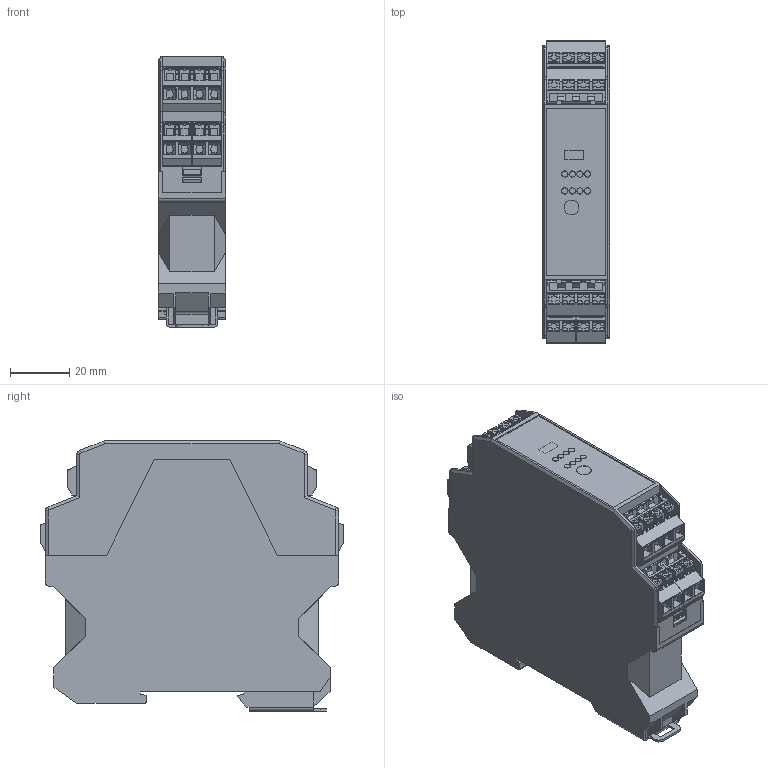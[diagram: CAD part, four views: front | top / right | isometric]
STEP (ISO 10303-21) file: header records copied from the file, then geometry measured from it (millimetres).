
FILE_DESCRIPTION(/* description */ ('Alibre Inc.'),/* implementation_level */ '2;1');
FILE_NAME(/* name */ 'export-96B4274B-AFD9-4260-9181-3501531BB409',/* time_stamp */ '2019-03-14T09:58:27+01:00',/* author */ (''),/* organization */ (''),/* preprocessor_version */ 'ST-DEVELOPER v17',/* originating_system */ 'Alibre',/* authorisation */ '');
FILE_SCHEMA (('AUTOMOTIVE_DESIGN'));
Length unit declared in the file: millimetre
Bounding box: 22.6 x 102.3 x 91.1 mm (x, y, z)
Volume: 68074.6 mm3; surface area: 70074.6 mm2
Topology: 21 solids, 21 shells, 7097 faces, 19326 edges, 12519 vertices
Faces by surface type: plane 5593, cylinder 1304, cone 72, sphere 64, torus 64
Full cylindrical faces by diameter (mm): 2.08 x13, 2.1 x11, 4.98 x1, 5 x1, 5.02 x1
Entity records: 124722 total; most frequent: CARTESIAN_POINT 23158, ORIENTED_EDGE 22412, DIRECTION 17059, EDGE_CURVE 11203, VECTOR 9419, LINE 9419, VERTEX_POINT 7314, AXIS2_PLACEMENT_3D 5385
